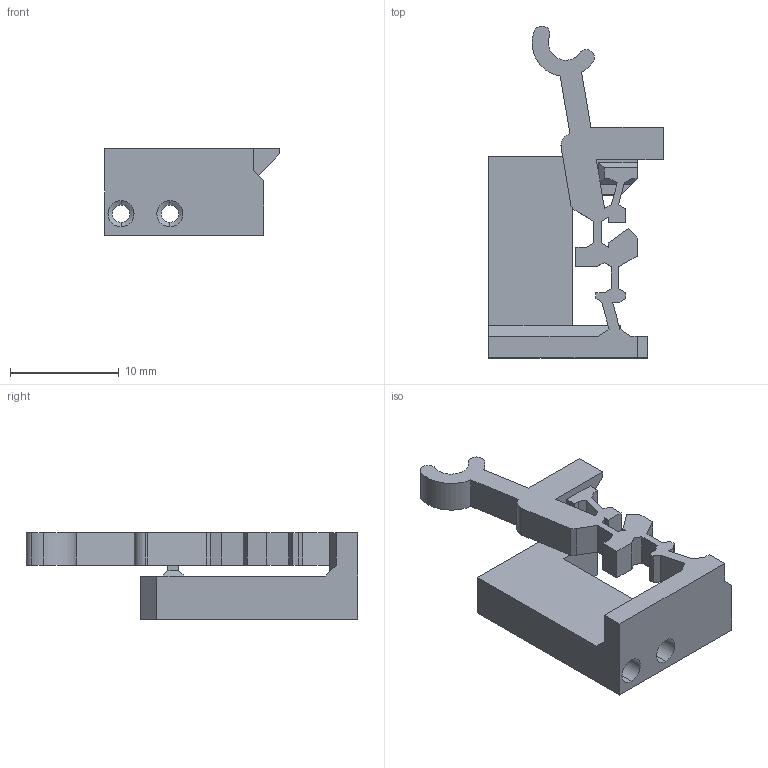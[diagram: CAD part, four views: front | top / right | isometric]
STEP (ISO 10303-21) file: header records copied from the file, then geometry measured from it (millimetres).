
FILE_DESCRIPTION (( 'STEP AP214' ), '1' );
FILE_NAME ('switch.STEP', '2025-10-25T20:30:22', ( '' ), ( '' ), 'SwSTEP 2.0', 'SolidWorks 2025', '' );
FILE_SCHEMA (( 'AUTOMOTIVE_DESIGN' ));
Length unit declared in the file: millimetre
Products named in the file (1): switch
Bounding box: 16.07 x 30.55 x 8 mm (x, y, z)
Volume: 978 mm3; surface area: 1551.8 mm2
Topology: 1 solids, 1 shells, 100 faces, 285 edges, 185 vertices
Faces by surface type: plane 79, cylinder 17, cone 4
Entity records: 3238 total; most frequent: CARTESIAN_POINT 571, ORIENTED_EDGE 570, DIRECTION 521, EDGE_CURVE 285, VECTOR 251, LINE 251, VERTEX_POINT 185, AXIS2_PLACEMENT_3D 135
